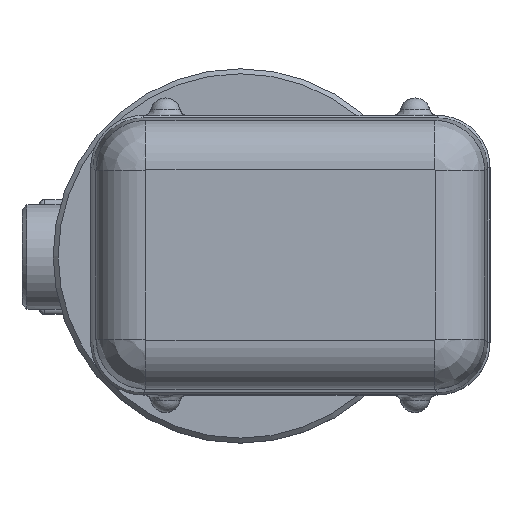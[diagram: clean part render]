
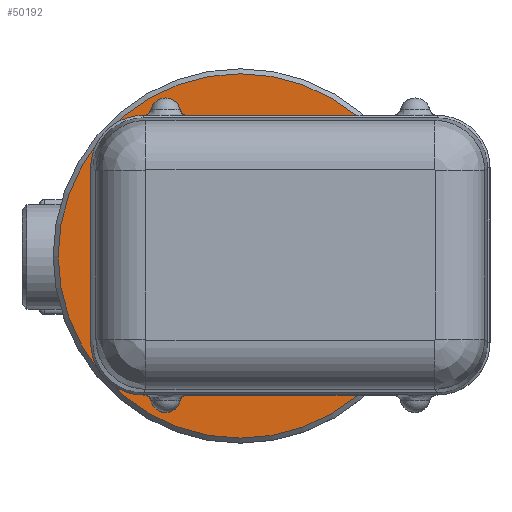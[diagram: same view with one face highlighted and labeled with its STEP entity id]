
A CAD part, top view. The second image highlights one B-rep face of the part: STEP entity #50192.
In plain terms, the highlighted planar face has unit normal (0, 0, 1).
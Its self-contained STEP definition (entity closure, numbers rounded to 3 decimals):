
#50158=CARTESIAN_POINT('',(73.0,0.,288.2));
#50159=VERTEX_POINT('',#50158);
#50160=CARTESIAN_POINT('',(0.,0.0,288.2));
#50161=DIRECTION('',(0.0,0.0,-1.0));
#50162=DIRECTION('',(-1.0,0.0,0.0));
#50163=AXIS2_PLACEMENT_3D('',#50160,#50161,#50162);
#50164=CIRCLE('',#50163,73.0);
#50165=EDGE_CURVE('',#50159,#50159,#50164,.T.);
#50173=CARTESIAN_POINT('',(0.,0.0,288.2));
#50174=DIRECTION('',(0.0,0.0,-1.0));
#50175=DIRECTION('',(-1.0,0.0,0.0));
#50176=AXIS2_PLACEMENT_3D('',#50173,#50174,#50175);
#50177=PLANE('',#50176);
#50178=ORIENTED_EDGE('',*,*,#50165,.F.);
#50179=EDGE_LOOP('',(#50178));
#50180=FACE_OUTER_BOUND('',#50179,.T.);
#50181=CARTESIAN_POINT('',(47.5,0.,288.2));
#50182=VERTEX_POINT('',#50181);
#50183=CARTESIAN_POINT('',(0.,0.0,288.2));
#50184=DIRECTION('',(0.0,0.0,-1.0));
#50185=DIRECTION('',(-1.0,0.0,0.0));
#50186=AXIS2_PLACEMENT_3D('',#50183,#50184,#50185);
#50187=CIRCLE('',#50186,47.5);
#50188=EDGE_CURVE('',#50182,#50182,#50187,.T.);
#50189=ORIENTED_EDGE('',*,*,#50188,.T.);
#50190=EDGE_LOOP('',(#50189));
#50191=FACE_BOUND('',#50190,.T.);
#50192=ADVANCED_FACE('',(#50180,#50191),#50177,.F.);
